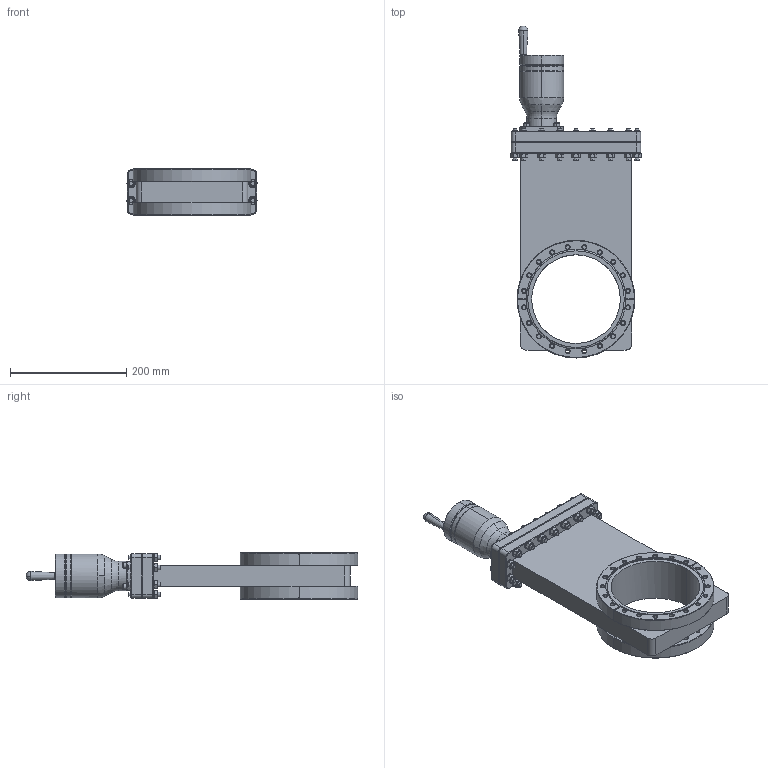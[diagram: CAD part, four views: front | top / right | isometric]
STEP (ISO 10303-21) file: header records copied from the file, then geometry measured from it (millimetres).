
FILE_DESCRIPTION (( 'STEP AP214' ), '1' );
FILE_NAME ('TLG6000_MANUAL_GATE_VALVE_METAL_SEAL_BONNET.STEP', '2020-03-18T00:34:37', ( 'admin' ), ( 'Microsoft' ), 'SwSTEP 2.0', 'SolidWorks 2016', '' );
FILE_SCHEMA (( 'AUTOMOTIVE_DESIGN' ));
Length unit declared in the file: inch
Products named in the file (1): TLG6000_MANUAL_GATE_VALVE_METAL_SEAL_BONNET
Bounding box: 224.01 x 571.3 x 80.39 mm (x, y, z)
Volume: 3405819.3 mm3; surface area: 319270.7 mm2
Topology: 1 solids, 1 shells, 1432 faces, 3503 edges, 2188 vertices
Faces by surface type: plane 782, cone 406, cylinder 238, bspline 2, sphere 2, torus 2
Entity records: 62303 total; most frequent: CARTESIAN_POINT 31730, ORIENTED_EDGE 6994, DIRECTION 4998, EDGE_CURVE 3497, VERTEX_POINT 2185, VECTOR 1766, LINE 1766, AXIS2_PLACEMENT_3D 1616
